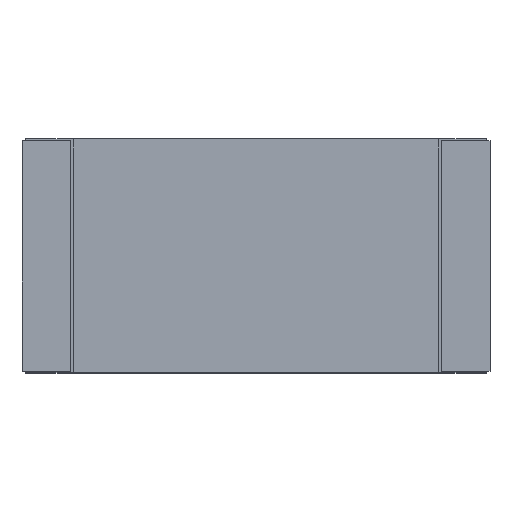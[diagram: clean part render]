
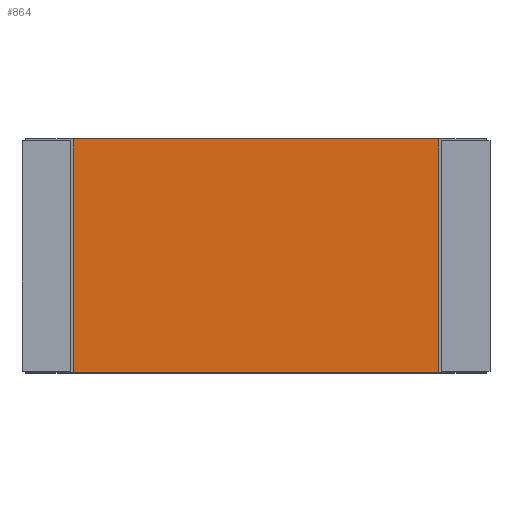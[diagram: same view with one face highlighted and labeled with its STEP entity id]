
A CAD part, top view. The second image highlights one B-rep face of the part: STEP entity #864.
In plain terms, the highlighted planar face has unit normal (0, 0, 1).
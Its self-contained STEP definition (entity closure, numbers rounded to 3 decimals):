
#180=DIRECTION('',(0.,1.,0.));
#181=VECTOR('',#180,3.2);
#182=CARTESIAN_POINT('',(2.5,-1.6,0.3));
#183=LINE('',#182,#181);
#187=DIRECTION('',(1.,0.,0.));
#188=VECTOR('',#187,5.);
#189=CARTESIAN_POINT('',(-2.5,-1.6,0.3));
#190=LINE('',#189,#188);
#194=DIRECTION('',(0.,1.,0.));
#195=VECTOR('',#194,3.2);
#196=CARTESIAN_POINT('',(-2.5,-1.6,0.3));
#197=LINE('',#196,#195);
#201=DIRECTION('',(-1.,0.,0.));
#202=VECTOR('',#201,5.);
#203=CARTESIAN_POINT('',(2.5,1.6,0.3));
#204=LINE('',#203,#202);
#671=CARTESIAN_POINT('',(2.5,-1.6,0.3));
#672=CARTESIAN_POINT('',(2.5,1.6,0.3));
#673=VERTEX_POINT('',#671);
#674=VERTEX_POINT('',#672);
#675=CARTESIAN_POINT('',(-2.5,-1.6,0.3));
#676=CARTESIAN_POINT('',(-2.5,1.6,0.3));
#677=VERTEX_POINT('',#675);
#678=VERTEX_POINT('',#676);
#851=CARTESIAN_POINT('',(0.,0.,0.3));
#852=DIRECTION('',(0.,0.,1.));
#853=DIRECTION('',(1.,0.,0.));
#854=AXIS2_PLACEMENT_3D('',#851,#852,#853);
#855=PLANE('',#854);
#856=ORIENTED_EDGE('',*,*,#841,.F.);
#857=ORIENTED_EDGE('',*,*,#831,.F.);
#859=ORIENTED_EDGE('',*,*,#858,.T.);
#861=ORIENTED_EDGE('',*,*,#860,.F.);
#862=EDGE_LOOP('',(#856,#857,#859,#861));
#863=FACE_OUTER_BOUND('',#862,.F.);
#864=ADVANCED_FACE('',(#863),#855,.T.);
#831=EDGE_CURVE('',#677,#673,#190,.T.);
#841=EDGE_CURVE('',#673,#674,#183,.T.);
#858=EDGE_CURVE('',#677,#678,#197,.T.);
#860=EDGE_CURVE('',#674,#678,#204,.T.);
